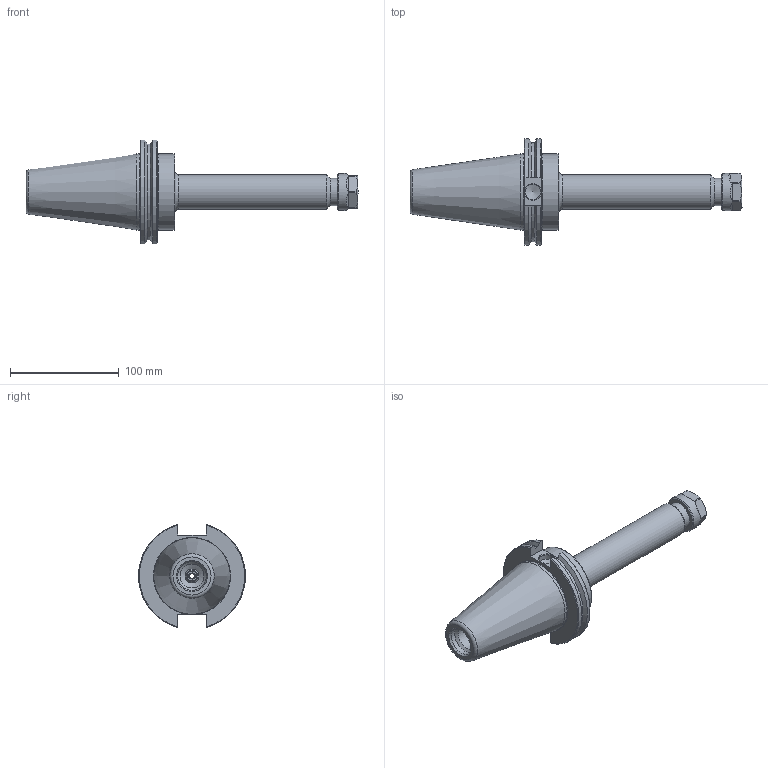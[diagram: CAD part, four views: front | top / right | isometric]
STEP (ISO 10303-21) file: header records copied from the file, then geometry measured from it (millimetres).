
FILE_DESCRIPTION(/* description */ ('BODY, ENDMILL HOLDER'),/* implementation_level */ '2;1');
FILE_NAME(/* name */ 'C50-20ERF800.stp',/* time_stamp */ '2017-01-23T09:49:41-05:00',/* author */ ('davhar'),/* organization */ (''),/* preprocessor_version */ 'ST-DEVELOPER v16.1',/* originating_system */ 'Autodesk Inventor 2016',/* authorisation */ '');
FILE_SCHEMA (('AUTOMOTIVE_DESIGN { 1 0 10303 214 3 1 1 }'));
Length unit declared in the file: inch
Products named in the file (4): C50-20ER8-1; 20ERHN; BS-09; C50-20ERF800
Assembly tree (3 placements, depth 2):
  C50-20ERF800
    C50-20ER8-1
    20ERHN
    BS-09
Bounding box: 304.8 x 98.05 x 94.99 mm (x, y, z)
Volume: 481455.6 mm3; surface area: 75183.3 mm2
Topology: 3 solids, 3 shells, 109 faces, 262 edges, 163 vertices
Faces by surface type: plane 43, cone 29, cylinder 26, torus 11
Full cylindrical faces by diameter (mm): 7.137 x1, 10.719 x2, 12.751 x1, 14.097 x1, 14.3 x1, 14.478 x1, 15.494 x1, 21.971 x1, 23.5 x1, 25 x1, 26 x1, 26.365 x1, 31.75 x1, 34 x1, 69.85 x2
Entity records: 3078 total; most frequent: CARTESIAN_POINT 665, DIRECTION 494, ORIENTED_EDGE 422, EDGE_CURVE 211, AXIS2_PLACEMENT_3D 209, EDGE_LOOP 162, VERTEX_POINT 155, FACE_OUTER_BOUND 109
